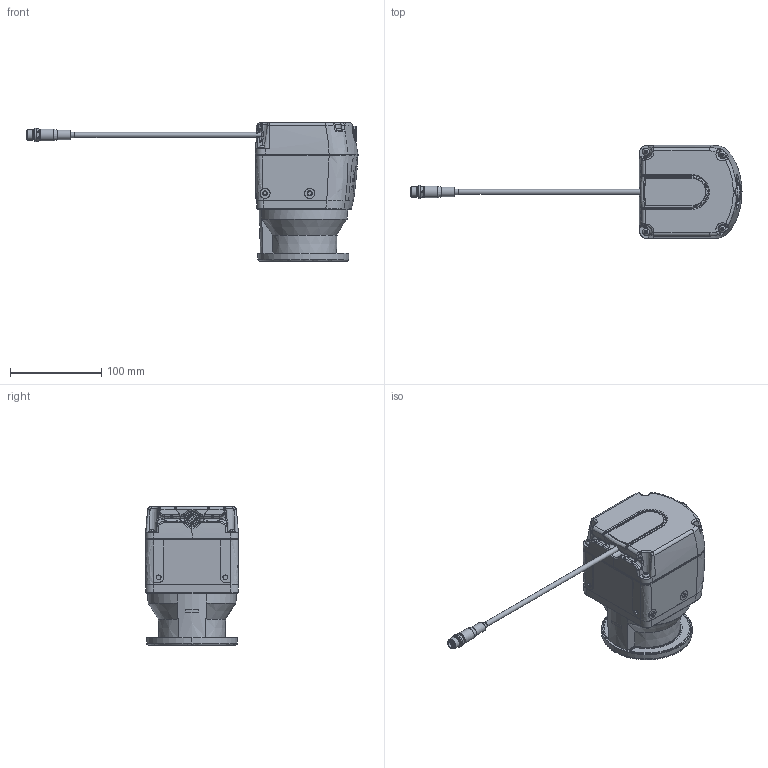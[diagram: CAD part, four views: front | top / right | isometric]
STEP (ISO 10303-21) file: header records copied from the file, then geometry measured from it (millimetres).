
FILE_DESCRIPTION (( 'STEP AP214' ), '1' );
FILE_NAME ('SLS-SA3-08.STEP', '2021-03-04T11:24:04', ( '' ), ( '' ), 'SwSTEP 2.0', 'SolidWorks 2019', '' );
FILE_SCHEMA (( 'AUTOMOTIVE_DESIGN' ));
Length unit declared in the file: inch
Products named in the file (1): SLS-SA3-08
Bounding box: 364.2 x 102 x 152.15 mm (x, y, z)
Volume: 1321029.7 mm3; surface area: 109253 mm2
Topology: 3 solids, 3 shells, 1324 faces, 3198 edges, 1939 vertices
Faces by surface type: bspline 629, plane 338, cylinder 257, cone 100
Full cylindrical faces by diameter (mm): 0.8 x8, 3.838 x4, 4 x4, 4.2 x4, 5 x2, 5.3 x2, 5.6 x1, 5.9 x1, 6.2 x1, 6.664 x2, 6.8 x2, 8.3 x1, 9 x1, 10.4 x1, 10.5 x1, 10.6 x2, 11 x4, 12 x1, 13 x1, 14.5 x1
Entity records: 90119 total; most frequent: CARTESIAN_POINT 65379, ORIENTED_EDGE 6020, DIRECTION 3445, EDGE_CURVE 3010, VERTEX_POINT 1882, EDGE_LOOP 1526, B_SPLINE_CURVE_WITH_KNOTS 1517, FACE_OUTER_BOUND 1393
